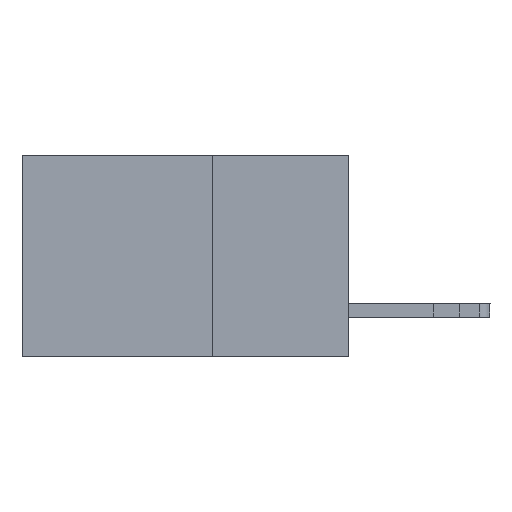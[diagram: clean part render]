
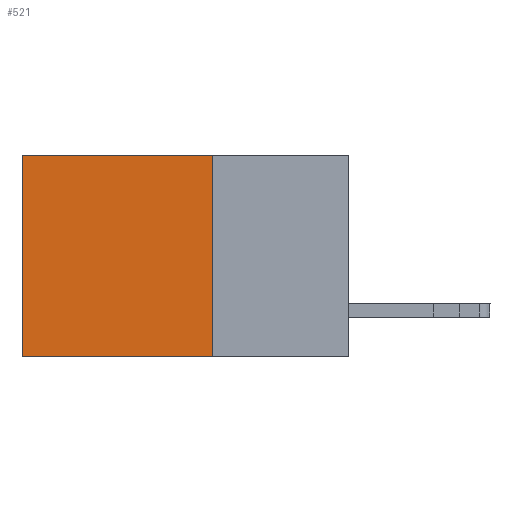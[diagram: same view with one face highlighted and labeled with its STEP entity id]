
A CAD part, left-side view. The second image highlights one B-rep face of the part: STEP entity #521.
In plain terms, the highlighted planar face has unit normal (-1, 0, 0).
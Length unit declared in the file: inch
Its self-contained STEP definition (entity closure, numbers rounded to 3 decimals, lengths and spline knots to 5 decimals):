
#521 = ADVANCED_FACE ( 'NONE', ( #2162 ), #20226, .F. ) ;
#1644 = VECTOR ( 'NONE', #21153, 39.37008 ) ;
#1855 = EDGE_CURVE ( 'NONE', #7078, #2995, #26338, .T. ) ;
#2059 = CARTESIAN_POINT ( 'NONE',  ( 0.298, 0.6, 0. ) ) ;
#2162 = FACE_OUTER_BOUND ( 'NONE', #14598, .T. ) ;
#2478 = DIRECTION ( 'NONE',  ( 0., 0., -1. ) ) ;
#2995 = VERTEX_POINT ( 'NONE', #9634 ) ;
#3912 = LINE ( 'NONE', #8734, #1644 ) ;
#4675 = EDGE_CURVE ( 'NONE', #26555, #2995, #6407, .T. ) ;
#5095 = EDGE_CURVE ( 'NONE', #10047, #7078, #3912, .T. ) ;
#6407 = LINE ( 'NONE', #14731, #19989 ) ;
#7078 = VERTEX_POINT ( 'NONE', #2059 ) ;
#8734 = CARTESIAN_POINT ( 'NONE',  ( 0.298, 0.25, 0. ) ) ;
#8937 = ORIENTED_EDGE ( 'NONE', *, *, #4675, .F. ) ;
#9397 = ORIENTED_EDGE ( 'NONE', *, *, #1855, .T. ) ;
#9634 = CARTESIAN_POINT ( 'NONE',  ( 0.298, 0.6, -0.37 ) ) ;
#10047 = VERTEX_POINT ( 'NONE', #23623 ) ;
#12242 = DIRECTION ( 'NONE',  ( 0., 0., -1. ) ) ;
#12757 = AXIS2_PLACEMENT_3D ( 'NONE', #24479, #16248, #22586 ) ;
#12957 = CARTESIAN_POINT ( 'NONE',  ( 0.298, 0.6, 0. ) ) ;
#13737 = ORIENTED_EDGE ( 'NONE', *, *, #18162, .F. ) ;
#14598 = EDGE_LOOP ( 'NONE', ( #9397, #8937, #13737, #24259 ) ) ;
#14731 = CARTESIAN_POINT ( 'NONE',  ( 0.298, 0.25, -0.37 ) ) ;
#16248 = DIRECTION ( 'NONE',  ( 1., 0., 0. ) ) ;
#16640 = DIRECTION ( 'NONE',  ( 0., 1., 0. ) ) ;
#17304 = VECTOR ( 'NONE', #2478, 39.37008 ) ;
#18162 = EDGE_CURVE ( 'NONE', #10047, #26555, #26058, .T. ) ;
#19989 = VECTOR ( 'NONE', #16640, 39.37008 ) ;
#20226 = PLANE ( 'NONE',  #12757 ) ;
#20418 = CARTESIAN_POINT ( 'NONE',  ( 0.298, 0.25, -0.37 ) ) ;
#20557 = CARTESIAN_POINT ( 'NONE',  ( 0.298, 0.25, 0. ) ) ;
#21153 = DIRECTION ( 'NONE',  ( 0., 1., 0. ) ) ;
#22586 = DIRECTION ( 'NONE',  ( 0., 0., -1. ) ) ;
#23623 = CARTESIAN_POINT ( 'NONE',  ( 0.298, 0.25, 0. ) ) ;
#24259 = ORIENTED_EDGE ( 'NONE', *, *, #5095, .T. ) ;
#24479 = CARTESIAN_POINT ( 'NONE',  ( 0.298, 0.25, 0. ) ) ;
#25428 = VECTOR ( 'NONE', #12242, 39.37008 ) ;
#26058 = LINE ( 'NONE', #20557, #25428 ) ;
#26338 = LINE ( 'NONE', #12957, #17304 ) ;
#26555 = VERTEX_POINT ( 'NONE', #20418 ) ;
